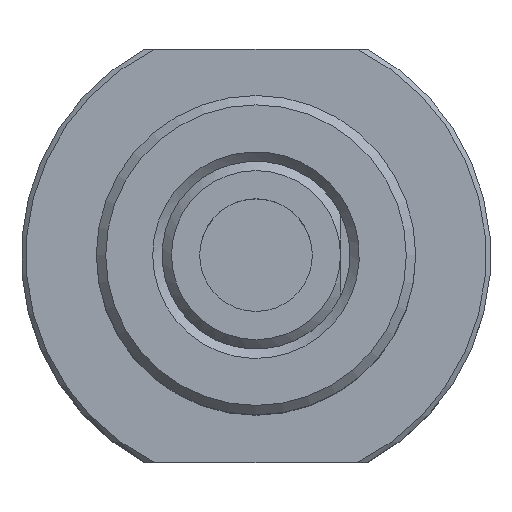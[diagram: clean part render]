
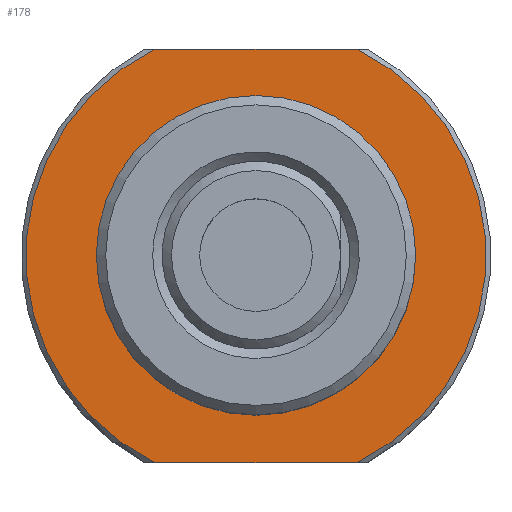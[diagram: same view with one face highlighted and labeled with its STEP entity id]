
A CAD part, top view. The second image highlights one B-rep face of the part: STEP entity #178.
In plain terms, the highlighted planar face has unit normal (0, 0, 1).
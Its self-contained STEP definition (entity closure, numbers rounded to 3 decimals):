
#178=ADVANCED_FACE('',(#355,#356),#218,.T.);
#218=PLANE('',#1064);
#263=LINE('',#1606,#313);
#264=LINE('',#1620,#314);
#313=VECTOR('',#1284,1.);
#314=VECTOR('',#1291,1.);
#355=FACE_BOUND('',#425,.T.);
#356=FACE_BOUND('',#426,.T.);
#425=EDGE_LOOP('',(#624,#625,#626,#627));
#426=EDGE_LOOP('',(#628));
#624=ORIENTED_EDGE('',*,*,#891,.F.);
#625=ORIENTED_EDGE('',*,*,#889,.T.);
#626=ORIENTED_EDGE('',*,*,#887,.F.);
#627=ORIENTED_EDGE('',*,*,#885,.T.);
#628=ORIENTED_EDGE('',*,*,#892,.T.);
#770=VERTEX_POINT('',#1598);
#771=VERTEX_POINT('',#1600);
#772=VERTEX_POINT('',#1607);
#773=VERTEX_POINT('',#1614);
#774=VERTEX_POINT('',#1623);
#885=EDGE_CURVE('',#771,#770,#966,.T.);
#887=EDGE_CURVE('',#771,#772,#263,.T.);
#889=EDGE_CURVE('',#773,#772,#967,.T.);
#891=EDGE_CURVE('',#773,#770,#264,.T.);
#892=EDGE_CURVE('',#774,#774,#968,.T.);
#966=CIRCLE('',#1057,24.5);
#967=CIRCLE('',#1060,24.5);
#968=CIRCLE('',#1063,10.5);
#1057=AXIS2_PLACEMENT_3D('',#1599,#1280,#1281);
#1060=AXIS2_PLACEMENT_3D('',#1613,#1287,#1288);
#1063=AXIS2_PLACEMENT_3D('',#1622,#1294,#1295);
#1064=AXIS2_PLACEMENT_3D('',#1624,#1296,#1297);
#1280=DIRECTION('',(0.,0.,1.));
#1281=DIRECTION('',(0.,1.,0.));
#1284=DIRECTION('',(-1.,0.,0.));
#1287=DIRECTION('',(0.,0.,1.));
#1288=DIRECTION('',(0.,1.,0.));
#1291=DIRECTION('',(1.,0.,0.));
#1294=DIRECTION('',(0.,0.,-1.));
#1295=DIRECTION('',(-0.866,0.5,0.));
#1296=DIRECTION('',(0.,0.,1.));
#1297=DIRECTION('',(0.,-1.,0.));
#1598=CARTESIAN_POINT('',(10.782,22.,11.));
#1599=CARTESIAN_POINT('',(0.,0.,11.));
#1600=CARTESIAN_POINT('',(10.782,-22.,11.));
#1606=CARTESIAN_POINT('',(25.,-22.,11.));
#1607=CARTESIAN_POINT('',(-10.782,-22.,11.));
#1613=CARTESIAN_POINT('',(0.,0.,11.));
#1614=CARTESIAN_POINT('',(-10.782,22.,11.));
#1620=CARTESIAN_POINT('',(-25.,22.,11.));
#1622=CARTESIAN_POINT('',(0.,0.,11.));
#1623=CARTESIAN_POINT('',(-9.093,5.25,11.));
#1624=CARTESIAN_POINT('',(0.,0.,11.));
